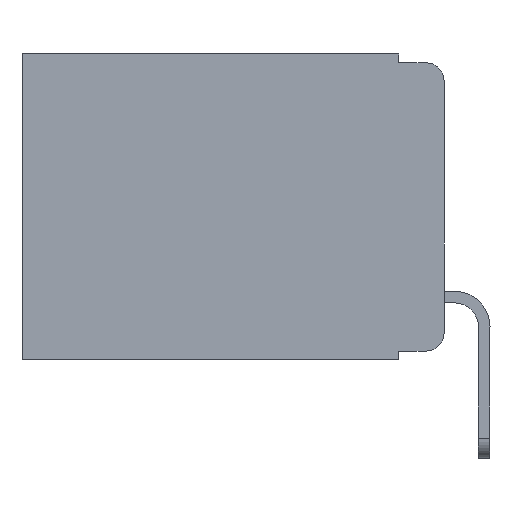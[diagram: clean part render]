
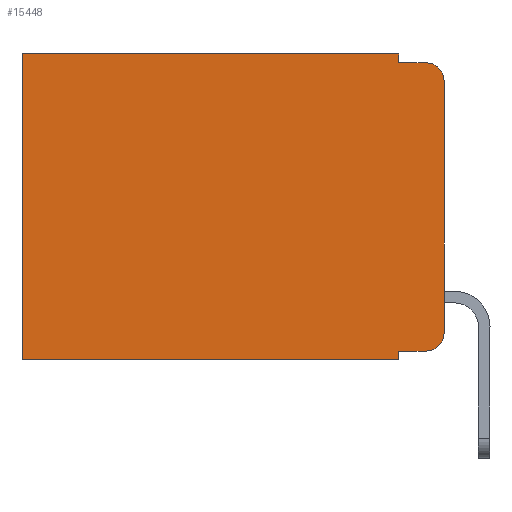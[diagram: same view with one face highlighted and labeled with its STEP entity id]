
A CAD part, left-side view. The second image highlights one B-rep face of the part: STEP entity #15448.
In plain terms, the highlighted planar face has unit normal (-1, 0, 0).
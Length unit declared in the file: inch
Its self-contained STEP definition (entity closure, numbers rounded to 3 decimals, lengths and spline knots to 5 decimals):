
#19 = EDGE_CURVE ( 'NONE', #13511, #11749, #1707, .T. ) ;
#51 = ORIENTED_EDGE ( 'NONE', *, *, #17975, .T. ) ;
#130 = PLANE ( 'NONE',  #15605 ) ;
#1545 = DIRECTION ( 'NONE',  ( 0., 0., -1. ) ) ;
#1707 = LINE ( 'NONE', #10683, #2146 ) ;
#2063 = CIRCLE ( 'NONE', #3421, 0.02 ) ;
#2146 = VECTOR ( 'NONE', #17893, 39.37008 ) ;
#2878 = CARTESIAN_POINT ( 'NONE',  ( 0.298, 0.051, -0.01 ) ) ;
#3001 = EDGE_CURVE ( 'NONE', #15320, #12501, #13031, .T. ) ;
#3092 = ORIENTED_EDGE ( 'NONE', *, *, #12725, .T. ) ;
#3199 = DIRECTION ( 'NONE',  ( -1., 0., 0. ) ) ;
#3421 = AXIS2_PLACEMENT_3D ( 'NONE', #4750, #7662, #6111 ) ;
#3477 = VERTEX_POINT ( 'NONE', #11947 ) ;
#3958 = ORIENTED_EDGE ( 'NONE', *, *, #19, .F. ) ;
#4329 = CARTESIAN_POINT ( 'NONE',  ( 0.298, 0.473, 0. ) ) ;
#4750 = CARTESIAN_POINT ( 'NONE',  ( 0.298, 0.02, -0.03 ) ) ;
#5457 = EDGE_CURVE ( 'NONE', #16813, #11782, #16816, .T. ) ;
#5734 = LINE ( 'NONE', #18762, #17398 ) ;
#5747 = LINE ( 'NONE', #16704, #16944 ) ;
#6111 = DIRECTION ( 'NONE',  ( 0., 0., -1. ) ) ;
#6271 = CARTESIAN_POINT ( 'NONE',  ( 0.298, 0.051, 0. ) ) ;
#6368 = CARTESIAN_POINT ( 'NONE',  ( 0.298, 0., -0.313 ) ) ;
#6471 = EDGE_CURVE ( 'NONE', #3477, #14246, #17036, .T. ) ;
#6755 = VERTEX_POINT ( 'NONE', #8587 ) ;
#6805 = ORIENTED_EDGE ( 'NONE', *, *, #18960, .F. ) ;
#7439 = DIRECTION ( 'NONE',  ( 0., 0., -1. ) ) ;
#7662 = DIRECTION ( 'NONE',  ( -1., 0., 0. ) ) ;
#7739 = ORIENTED_EDGE ( 'NONE', *, *, #14004, .T. ) ;
#7898 = CARTESIAN_POINT ( 'NONE',  ( 0.298, 0.051, 0. ) ) ;
#7958 = DIRECTION ( 'NONE',  ( 0., -1., 0. ) ) ;
#7997 = DIRECTION ( 'NONE',  ( 0., 0., -1. ) ) ;
#8277 = DIRECTION ( 'NONE',  ( 0., 0., -1. ) ) ;
#8310 = CARTESIAN_POINT ( 'NONE',  ( 0.298, 0., 0. ) ) ;
#8587 = CARTESIAN_POINT ( 'NONE',  ( 0.298, 0.02, -0.333 ) ) ;
#8740 = VECTOR ( 'NONE', #14998, 39.37008 ) ;
#8769 = CARTESIAN_POINT ( 'NONE',  ( 0.298, 0.051, -0.343 ) ) ;
#9065 = CARTESIAN_POINT ( 'NONE',  ( 0.298, 0.051, -0.333 ) ) ;
#9137 = VECTOR ( 'NONE', #8277, 39.37008 ) ;
#9225 = DIRECTION ( 'NONE',  ( 0., 0., -1. ) ) ;
#10028 = ORIENTED_EDGE ( 'NONE', *, *, #12834, .T. ) ;
#10067 = VECTOR ( 'NONE', #11209, 39.37008 ) ;
#10135 = DIRECTION ( 'NONE',  ( 0., 1., 0. ) ) ;
#10683 = CARTESIAN_POINT ( 'NONE',  ( 0.298, 0.051, 0. ) ) ;
#11209 = DIRECTION ( 'NONE',  ( 0., 1., 0. ) ) ;
#11276 = AXIS2_PLACEMENT_3D ( 'NONE', #11604, #3199, #9225 ) ;
#11323 = VECTOR ( 'NONE', #7439, 39.37008 ) ;
#11359 = FACE_OUTER_BOUND ( 'NONE', #16167, .T. ) ;
#11445 = CARTESIAN_POINT ( 'NONE',  ( 0.298, 0., -0.03 ) ) ;
#11604 = CARTESIAN_POINT ( 'NONE',  ( 0.298, 0.02, -0.313 ) ) ;
#11749 = VERTEX_POINT ( 'NONE', #2878 ) ;
#11782 = VERTEX_POINT ( 'NONE', #18884 ) ;
#11947 = CARTESIAN_POINT ( 'NONE',  ( 0.298, 0.051, -0.333 ) ) ;
#12009 = ORIENTED_EDGE ( 'NONE', *, *, #5457, .T. ) ;
#12383 = ORIENTED_EDGE ( 'NONE', *, *, #6471, .F. ) ;
#12471 = CARTESIAN_POINT ( 'NONE',  ( 0.298, 0., 0. ) ) ;
#12501 = VERTEX_POINT ( 'NONE', #6368 ) ;
#12601 = LINE ( 'NONE', #9065, #8740 ) ;
#12613 = CARTESIAN_POINT ( 'NONE',  ( 0.298, 0.02, -0.01 ) ) ;
#12725 = EDGE_CURVE ( 'NONE', #15320, #15146, #2063, .T. ) ;
#12834 = EDGE_CURVE ( 'NONE', #6755, #12501, #17854, .T. ) ;
#13031 = LINE ( 'NONE', #12471, #9137 ) ;
#13511 = VERTEX_POINT ( 'NONE', #7898 ) ;
#13512 = EDGE_CURVE ( 'NONE', #11749, #15146, #5747, .T. ) ;
#14004 = EDGE_CURVE ( 'NONE', #13511, #16813, #17820, .T. ) ;
#14246 = VERTEX_POINT ( 'NONE', #8769 ) ;
#14655 = CARTESIAN_POINT ( 'NONE',  ( 0.298, 0., 0. ) ) ;
#14998 = DIRECTION ( 'NONE',  ( 0., -1., 0. ) ) ;
#15046 = CARTESIAN_POINT ( 'NONE',  ( 0.298, 0.473, 0. ) ) ;
#15146 = VERTEX_POINT ( 'NONE', #12613 ) ;
#15320 = VERTEX_POINT ( 'NONE', #11445 ) ;
#15448 = ADVANCED_FACE ( 'NONE', ( #11359 ), #130, .F. ) ;
#15605 = AXIS2_PLACEMENT_3D ( 'NONE', #14655, #16189, #1545 ) ;
#16105 = ORIENTED_EDGE ( 'NONE', *, *, #13512, .F. ) ;
#16167 = EDGE_LOOP ( 'NONE', ( #16281, #3092, #16105, #3958, #7739, #12009, #6805, #12383, #51, #10028 ) ) ;
#16189 = DIRECTION ( 'NONE',  ( 1., 0., 0. ) ) ;
#16281 = ORIENTED_EDGE ( 'NONE', *, *, #3001, .F. ) ;
#16704 = CARTESIAN_POINT ( 'NONE',  ( 0.298, 0.051, -0.01 ) ) ;
#16813 = VERTEX_POINT ( 'NONE', #15046 ) ;
#16816 = LINE ( 'NONE', #4329, #11323 ) ;
#16944 = VECTOR ( 'NONE', #7958, 39.37008 ) ;
#17036 = LINE ( 'NONE', #6271, #17504 ) ;
#17398 = VECTOR ( 'NONE', #10135, 39.37008 ) ;
#17504 = VECTOR ( 'NONE', #7997, 39.37008 ) ;
#17820 = LINE ( 'NONE', #8310, #10067 ) ;
#17854 = CIRCLE ( 'NONE', #11276, 0.02 ) ;
#17893 = DIRECTION ( 'NONE',  ( 0., 0., -1. ) ) ;
#17975 = EDGE_CURVE ( 'NONE', #3477, #6755, #12601, .T. ) ;
#18762 = CARTESIAN_POINT ( 'NONE',  ( 0.298, 0., -0.343 ) ) ;
#18884 = CARTESIAN_POINT ( 'NONE',  ( 0.298, 0.473, -0.343 ) ) ;
#18960 = EDGE_CURVE ( 'NONE', #14246, #11782, #5734, .T. ) ;
